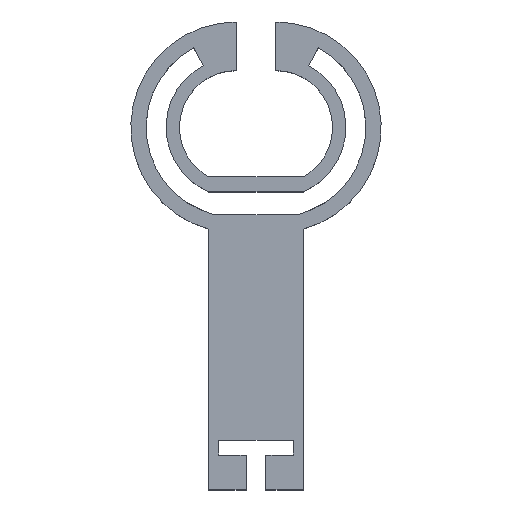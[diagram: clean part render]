
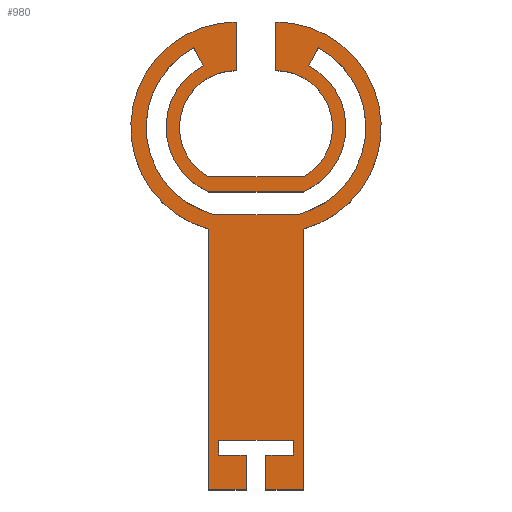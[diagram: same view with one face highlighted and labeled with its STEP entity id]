
A CAD part, top view. The second image highlights one B-rep face of the part: STEP entity #980.
In plain terms, the highlighted planar face has unit normal (0, 0, 1).
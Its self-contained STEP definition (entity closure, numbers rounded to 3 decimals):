
#85=FACE_BOUND('',#200,.T.);
#96=CIRCLE('',#1037,10.605);
#97=CIRCLE('',#1039,9.058);
#99=CIRCLE('',#1043,7.058);
#100=CIRCLE('',#1045,7.058);
#101=CIRCLE('',#1048,9.058);
#103=CIRCLE('',#1052,10.605);
#104=CIRCLE('',#1055,5.706);
#105=CIRCLE('',#1058,5.706);
#156=FACE_OUTER_BOUND('',#199,.T.);
#199=EDGE_LOOP('',(#872,#873,#874,#875,#876,#877,#878,#879,#880,#881,#882,
#883,#884,#885,#886,#887,#888,#889));
#200=EDGE_LOOP('',(#890,#891,#892,#893,#894,#895,#896,#897));
#202=LINE('',#1339,#314);
#208=LINE('',#1351,#320);
#213=LINE('',#1362,#325);
#215=LINE('',#1367,#327);
#222=LINE('',#1380,#334);
#229=LINE('',#1394,#341);
#234=LINE('',#1401,#346);
#253=LINE('',#1455,#365);
#266=LINE('',#1480,#378);
#283=LINE('',#1515,#395);
#284=LINE('',#1519,#396);
#290=LINE('',#1534,#402);
#293=LINE('',#1544,#405);
#301=LINE('',#1564,#413);
#304=LINE('',#1572,#416);
#307=LINE('',#1578,#419);
#309=LINE('',#1584,#421);
#313=LINE('',#1592,#425);
#314=VECTOR('',#1081,10.);
#320=VECTOR('',#1089,10.);
#325=VECTOR('',#1096,10.);
#327=VECTOR('',#1100,10.);
#334=VECTOR('',#1111,10.);
#341=VECTOR('',#1122,10.);
#346=VECTOR('',#1129,10.);
#365=VECTOR('',#1172,10.);
#378=VECTOR('',#1191,10.);
#395=VECTOR('',#1220,10.);
#396=VECTOR('',#1223,10.);
#402=VECTOR('',#1241,10.);
#405=VECTOR('',#1254,10.);
#413=VECTOR('',#1276,10.);
#416=VECTOR('',#1285,10.);
#419=VECTOR('',#1294,10.);
#421=VECTOR('',#1302,10.);
#425=VECTOR('',#1312,10.);
#426=VERTEX_POINT('',#1337);
#427=VERTEX_POINT('',#1338);
#432=VERTEX_POINT('',#1350);
#436=VERTEX_POINT('',#1359);
#437=VERTEX_POINT('',#1361);
#438=VERTEX_POINT('',#1365);
#439=VERTEX_POINT('',#1366);
#448=VERTEX_POINT('',#1393);
#472=VERTEX_POINT('',#1454);
#480=VERTEX_POINT('',#1477);
#481=VERTEX_POINT('',#1479);
#492=VERTEX_POINT('',#1511);
#493=VERTEX_POINT('',#1513);
#494=VERTEX_POINT('',#1517);
#495=VERTEX_POINT('',#1518);
#496=VERTEX_POINT('',#1523);
#497=VERTEX_POINT('',#1528);
#498=VERTEX_POINT('',#1533);
#499=VERTEX_POINT('',#1539);
#500=VERTEX_POINT('',#1543);
#503=VERTEX_POINT('',#1556);
#504=VERTEX_POINT('',#1557);
#505=VERTEX_POINT('',#1563);
#506=VERTEX_POINT('',#1567);
#507=VERTEX_POINT('',#1571);
#508=VERTEX_POINT('',#1583);
#510=EDGE_CURVE('',#426,#427,#202,.T.);
#516=EDGE_CURVE('',#427,#432,#208,.T.);
#521=EDGE_CURVE('',#437,#436,#213,.T.);
#523=EDGE_CURVE('',#438,#439,#215,.T.);
#530=EDGE_CURVE('',#439,#437,#222,.T.);
#537=EDGE_CURVE('',#436,#448,#229,.T.);
#542=EDGE_CURVE('',#448,#426,#234,.T.);
#569=EDGE_CURVE('',#472,#438,#253,.T.);
#582=EDGE_CURVE('',#481,#480,#266,.T.);
#601=EDGE_CURVE('',#492,#493,#283,.T.);
#602=EDGE_CURVE('',#494,#495,#284,.T.);
#605=EDGE_CURVE('',#495,#496,#96,.T.);
#608=EDGE_CURVE('',#480,#497,#97,.T.);
#611=EDGE_CURVE('',#497,#498,#290,.T.);
#613=EDGE_CURVE('',#498,#492,#99,.T.);
#614=EDGE_CURVE('',#493,#499,#100,.T.);
#616=EDGE_CURVE('',#499,#500,#293,.T.);
#618=EDGE_CURVE('',#500,#481,#101,.T.);
#623=EDGE_CURVE('',#503,#504,#103,.T.);
#627=EDGE_CURVE('',#504,#505,#301,.T.);
#629=EDGE_CURVE('',#505,#506,#104,.T.);
#631=EDGE_CURVE('',#506,#507,#304,.T.);
#633=EDGE_CURVE('',#507,#494,#105,.T.);
#635=EDGE_CURVE('',#472,#496,#307,.T.);
#637=EDGE_CURVE('',#508,#503,#309,.T.);
#641=EDGE_CURVE('',#432,#508,#313,.T.);
#872=ORIENTED_EDGE('',*,*,#516,.T.);
#873=ORIENTED_EDGE('',*,*,#641,.T.);
#874=ORIENTED_EDGE('',*,*,#637,.T.);
#875=ORIENTED_EDGE('',*,*,#623,.T.);
#876=ORIENTED_EDGE('',*,*,#627,.T.);
#877=ORIENTED_EDGE('',*,*,#629,.T.);
#878=ORIENTED_EDGE('',*,*,#631,.T.);
#879=ORIENTED_EDGE('',*,*,#633,.T.);
#880=ORIENTED_EDGE('',*,*,#602,.T.);
#881=ORIENTED_EDGE('',*,*,#605,.T.);
#882=ORIENTED_EDGE('',*,*,#635,.F.);
#883=ORIENTED_EDGE('',*,*,#569,.T.);
#884=ORIENTED_EDGE('',*,*,#523,.T.);
#885=ORIENTED_EDGE('',*,*,#530,.T.);
#886=ORIENTED_EDGE('',*,*,#521,.T.);
#887=ORIENTED_EDGE('',*,*,#537,.T.);
#888=ORIENTED_EDGE('',*,*,#542,.T.);
#889=ORIENTED_EDGE('',*,*,#510,.T.);
#890=ORIENTED_EDGE('',*,*,#608,.T.);
#891=ORIENTED_EDGE('',*,*,#611,.T.);
#892=ORIENTED_EDGE('',*,*,#613,.T.);
#893=ORIENTED_EDGE('',*,*,#601,.T.);
#894=ORIENTED_EDGE('',*,*,#614,.T.);
#895=ORIENTED_EDGE('',*,*,#616,.T.);
#896=ORIENTED_EDGE('',*,*,#618,.T.);
#897=ORIENTED_EDGE('',*,*,#582,.T.);
#938=PLANE('',#1065);
#980=ADVANCED_FACE('',(#156,#85),#938,.T.);
#1037=AXIS2_PLACEMENT_3D('',#1524,#1228,#1229);
#1039=AXIS2_PLACEMENT_3D('',#1529,#1234,#1235);
#1043=AXIS2_PLACEMENT_3D('',#1537,#1245,#1246);
#1045=AXIS2_PLACEMENT_3D('',#1540,#1249,#1250);
#1048=AXIS2_PLACEMENT_3D('',#1547,#1258,#1259);
#1052=AXIS2_PLACEMENT_3D('',#1558,#1269,#1270);
#1055=AXIS2_PLACEMENT_3D('',#1568,#1280,#1281);
#1058=AXIS2_PLACEMENT_3D('',#1575,#1289,#1290);
#1065=AXIS2_PLACEMENT_3D('',#1591,#1310,#1311);
#1081=DIRECTION('',(-1.,0.,0.));
#1089=DIRECTION('',(0.,-1.,0.));
#1096=DIRECTION('',(0.,1.,0.));
#1100=DIRECTION('',(0.,1.,0.));
#1111=DIRECTION('',(-1.,0.,0.));
#1122=DIRECTION('',(1.,0.,0.));
#1129=DIRECTION('',(0.,-1.,0.));
#1172=DIRECTION('',(1.,0.,0.));
#1191=DIRECTION('',(-1.,0.,0.));
#1220=DIRECTION('',(1.,0.,0.));
#1223=DIRECTION('',(0.,1.,0.));
#1228=DIRECTION('center_axis',(0.,0.,1.));
#1229=DIRECTION('ref_axis',(0.063,0.998,0.));
#1234=DIRECTION('center_axis',(0.,0.,-1.));
#1235=DIRECTION('ref_axis',(-0.469,0.883,0.));
#1241=DIRECTION('',(0.469,-0.883,0.));
#1245=DIRECTION('center_axis',(0.,0.,
1.));
#1246=DIRECTION('ref_axis',(0.,1.,0.));
#1249=DIRECTION('center_axis',(0.,0.,
1.));
#1250=DIRECTION('ref_axis',(0.39,-0.921,0.));
#1254=DIRECTION('',(0.469,0.883,0.));
#1258=DIRECTION('center_axis',(0.,0.,-1.));
#1259=DIRECTION('ref_axis',(0.236,-0.972,0.));
#1269=DIRECTION('center_axis',(0.,0.,
1.));
#1270=DIRECTION('ref_axis',(0.197,-0.981,0.));
#1276=DIRECTION('',(0.,-1.,0.));
#1280=DIRECTION('center_axis',(0.,0.,-1.));
#1281=DIRECTION('ref_axis',(-0.469,-0.883,0.));
#1285=DIRECTION('',(-1.,0.,0.));
#1289=DIRECTION('center_axis',(0.,0.,-1.));
#1290=DIRECTION('ref_axis',(0.469,-0.883,0.));
#1294=DIRECTION('',(0.,1.,0.));
#1302=DIRECTION('',(0.,1.,0.));
#1310=DIRECTION('center_axis',(0.,0.,1.));
#1311=DIRECTION('ref_axis',(1.,0.,0.));
#1312=DIRECTION('',(1.,0.,0.));
#1337=CARTESIAN_POINT('',(-3.75,6.5,11.25));
#1338=CARTESIAN_POINT('',(-6.5,6.5,11.25));
#1339=CARTESIAN_POINT('',(-9.375,6.5,11.25));
#1350=CARTESIAN_POINT('',(-6.5,3.,11.25));
#1351=CARTESIAN_POINT('',(-6.5,3.,11.25));
#1359=CARTESIAN_POINT('',(-11.25,8.,11.25));
#1361=CARTESIAN_POINT('',(-11.25,6.5,11.25));
#1362=CARTESIAN_POINT('',(-11.25,5.5,11.25));
#1365=CARTESIAN_POINT('',(-8.5,3.,11.25));
#1366=CARTESIAN_POINT('',(-8.5,6.5,11.25));
#1367=CARTESIAN_POINT('',(-8.5,4.75,11.25));
#1380=CARTESIAN_POINT('',(-11.75,6.5,11.25));
#1393=CARTESIAN_POINT('',(-3.75,8.,11.25));
#1394=CARTESIAN_POINT('',(-8.,8.,11.25));
#1401=CARTESIAN_POINT('',(-3.75,4.75,11.25));
#1454=CARTESIAN_POINT('',(-12.25,3.,11.25));
#1455=CARTESIAN_POINT('',(-12.25,3.,11.25));
#1477=CARTESIAN_POINT('',(-11.635,30.697,11.25));
#1479=CARTESIAN_POINT('',(-3.365,30.697,11.25));
#1480=CARTESIAN_POINT('',(-7.808,30.697,11.25));
#1511=CARTESIAN_POINT('',(-12.25,33.,11.25));
#1513=CARTESIAN_POINT('',(-2.75,33.,11.25));
#1515=CARTESIAN_POINT('',(-12.25,33.,11.25));
#1517=CARTESIAN_POINT('',(-9.5,45.206,11.25));
#1518=CARTESIAN_POINT('',(-9.5,50.105,11.25));
#1519=CARTESIAN_POINT('',(-9.5,45.206,11.25));
#1523=CARTESIAN_POINT('',(-12.25,29.258,11.25));
#1524=CARTESIAN_POINT('Origin',(-9.5,39.5,11.25));
#1528=CARTESIAN_POINT('',(-13.752,47.498,11.25));
#1529=CARTESIAN_POINT('Origin',(-9.5,39.5,11.25));
#1533=CARTESIAN_POINT('',(-12.813,45.732,11.25));
#1534=CARTESIAN_POINT('',(-13.752,47.498,11.25));
#1537=CARTESIAN_POINT('Origin',(-9.5,39.5,11.25));
#1539=CARTESIAN_POINT('',(-2.187,45.732,11.25));
#1540=CARTESIAN_POINT('Origin',(-5.5,39.5,11.25));
#1543=CARTESIAN_POINT('',(-1.248,47.498,11.25));
#1544=CARTESIAN_POINT('',(-2.187,45.732,11.25));
#1547=CARTESIAN_POINT('Origin',(-5.5,39.5,11.25));
#1556=CARTESIAN_POINT('',(-2.75,29.258,11.25));
#1557=CARTESIAN_POINT('',(-5.5,50.105,11.25));
#1558=CARTESIAN_POINT('Origin',(-5.5,39.5,11.25));
#1563=CARTESIAN_POINT('',(-5.5,45.206,11.25));
#1564=CARTESIAN_POINT('',(-5.5,50.105,11.25));
#1567=CARTESIAN_POINT('',(-2.75,34.5,11.25));
#1568=CARTESIAN_POINT('Origin',(-5.5,39.5,11.25));
#1571=CARTESIAN_POINT('',(-12.25,34.5,11.25));
#1572=CARTESIAN_POINT('',(-2.75,34.5,11.25));
#1575=CARTESIAN_POINT('Origin',(-9.5,39.5,11.25));
#1578=CARTESIAN_POINT('',(-12.25,3.,11.25));
#1583=CARTESIAN_POINT('',(-2.75,3.,11.25));
#1584=CARTESIAN_POINT('',(-2.75,3.,11.25));
#1591=CARTESIAN_POINT('Origin',(-12.25,3.,11.25));
#1592=CARTESIAN_POINT('',(-12.25,3.,11.25));
